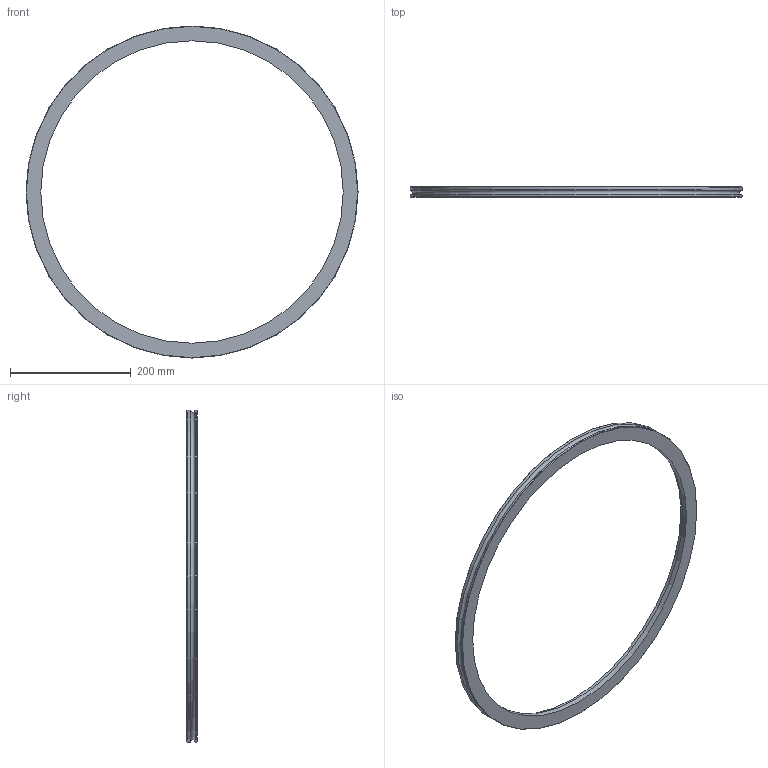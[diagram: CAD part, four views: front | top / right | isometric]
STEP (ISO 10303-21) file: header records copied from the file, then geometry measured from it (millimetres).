
FILE_DESCRIPTION(('FreeCAD Model'),'2;1');
FILE_NAME('ISO500B509.step','2021-01-10T03:44:33' ,('Author'),(''),'Open CASCADE STEP processor 6.8','FreeCAD','Unknown' );
FILE_SCHEMA(('AUTOMOTIVE_DESIGN_CC2 { 1 2 10303 214 -1 1 5 4 }'));
Length unit declared in the file: millimetre
Products named in the file (1): ISO500B509
Bounding box: 550 x 17 x 550 mm (x, y, z)
Volume: 573032.5 mm3; surface area: 150666.4 mm2
Topology: 1 solids, 1 shells, 14 faces, 23 edges, 14 vertices
Faces by surface type: cylinder 6, plane 5, cone 2, torus 1
Full cylindrical faces by diameter (mm): 501 x1, 508.8 x1, 532.3 x1, 545 x1, 550 x2
Entity records: 1056 total; most frequent: CARTESIAN_POINT 564, DIRECTION 83, ORIENTED_EDGE 46, PCURVE 46, DEFINITIONAL_REPRESENTATION 46, AXIS2_PLACEMENT_3D 29, B_SPLINE_CURVE_WITH_KNOTS 27, EDGE_CURVE 23
